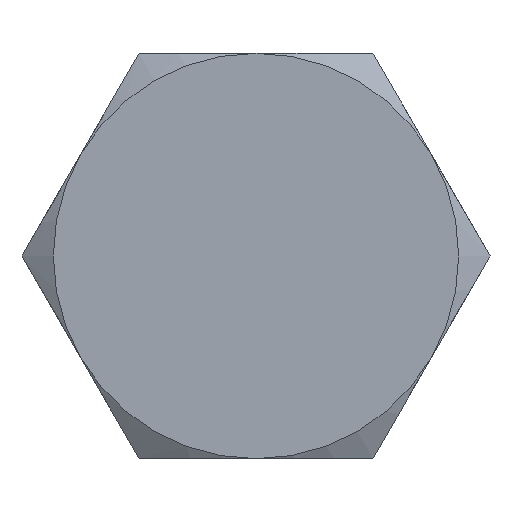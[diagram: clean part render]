
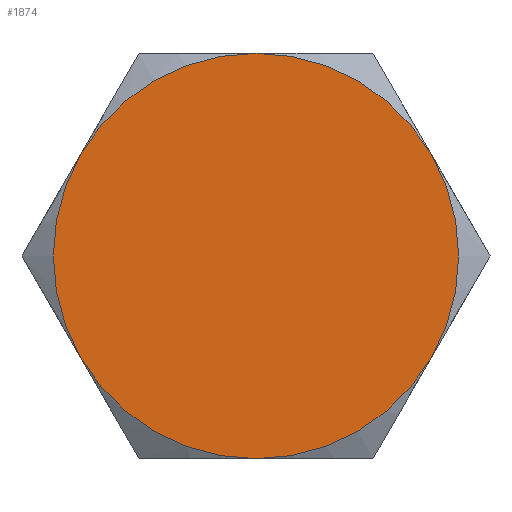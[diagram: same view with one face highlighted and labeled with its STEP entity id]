
A CAD part, left-side view. The second image highlights one B-rep face of the part: STEP entity #1874.
In plain terms, the highlighted planar face has unit normal (-1, 0, 0).
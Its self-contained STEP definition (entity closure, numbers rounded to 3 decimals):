
#41 = CIRCLE ( 'NONE', #999, 9.5 ) ;
#70 = AXIS2_PLACEMENT_3D ( 'NONE', #2207, #1155, #140 ) ;
#82 = CARTESIAN_POINT ( 'NONE',  ( 0., 8.227, -4.75 ) ) ;
#113 = DIRECTION ( 'NONE',  ( 1., 0., 0. ) ) ;
#123 = DIRECTION ( 'NONE',  ( 0., 0., -1. ) ) ;
#140 = DIRECTION ( 'NONE',  ( 0., 0., -1. ) ) ;
#188 = CIRCLE ( 'NONE', #1014, 9.5 ) ;
#231 = ORIENTED_EDGE ( 'NONE', *, *, #678, .T. ) ;
#244 = DIRECTION ( 'NONE',  ( 1., 0., 0. ) ) ;
#289 = AXIS2_PLACEMENT_3D ( 'NONE', #1128, #113, #1305 ) ;
#294 = DIRECTION ( 'NONE',  ( 1., 0., 0. ) ) ;
#383 = EDGE_CURVE ( 'NONE', #855, #477, #188, .T. ) ;
#400 = EDGE_CURVE ( 'NONE', #502, #1328, #1098, .T. ) ;
#435 = CARTESIAN_POINT ( 'NONE',  ( 0., -8.227, -4.75 ) ) ;
#477 = VERTEX_POINT ( 'NONE', #2038 ) ;
#502 = VERTEX_POINT ( 'NONE', #82 ) ;
#526 = CARTESIAN_POINT ( 'NONE',  ( 0., 0., 0. ) ) ;
#548 = CARTESIAN_POINT ( 'NONE',  ( 0., 0., 9.5 ) ) ;
#604 = AXIS2_PLACEMENT_3D ( 'NONE', #526, #1733, #708 ) ;
#678 = EDGE_CURVE ( 'NONE', #1237, #1328, #977, .T. ) ;
#708 = DIRECTION ( 'NONE',  ( 0., 0., 1. ) ) ;
#816 = PLANE ( 'NONE',  #893 ) ;
#819 = CARTESIAN_POINT ( 'NONE',  ( 0., 0., 0. ) ) ;
#830 = CARTESIAN_POINT ( 'NONE',  ( 0., -8.227, 4.75 ) ) ;
#855 = VERTEX_POINT ( 'NONE', #435 ) ;
#886 = ORIENTED_EDGE ( 'NONE', *, *, #1784, .F. ) ;
#893 = AXIS2_PLACEMENT_3D ( 'NONE', #2189, #294, #1491 ) ;
#961 = FACE_OUTER_BOUND ( 'NONE', #1400, .T. ) ;
#977 = CIRCLE ( 'NONE', #604, 9.5 ) ;
#983 = DIRECTION ( 'NONE',  ( 0., 0., -1. ) ) ;
#999 = AXIS2_PLACEMENT_3D ( 'NONE', #2186, #1142, #123 ) ;
#1014 = AXIS2_PLACEMENT_3D ( 'NONE', #1271, #244, #1443 ) ;
#1098 = CIRCLE ( 'NONE', #1992, 9.5 ) ;
#1102 = ORIENTED_EDGE ( 'NONE', *, *, #2073, .F. ) ;
#1108 = CIRCLE ( 'NONE', #289, 9.5 ) ;
#1128 = CARTESIAN_POINT ( 'NONE',  ( 0., 0., 0. ) ) ;
#1142 = DIRECTION ( 'NONE',  ( 1., 0., 0. ) ) ;
#1155 = DIRECTION ( 'NONE',  ( 1., 0., 0. ) ) ;
#1237 = VERTEX_POINT ( 'NONE', #548 ) ;
#1271 = CARTESIAN_POINT ( 'NONE',  ( 0., 0., 0. ) ) ;
#1305 = DIRECTION ( 'NONE',  ( 0., 0., -1. ) ) ;
#1328 = VERTEX_POINT ( 'NONE', #1994 ) ;
#1386 = ORIENTED_EDGE ( 'NONE', *, *, #400, .F. ) ;
#1400 = EDGE_LOOP ( 'NONE', ( #1507, #1828, #1102, #886, #231, #1386 ) ) ;
#1443 = DIRECTION ( 'NONE',  ( 0., 0., -1. ) ) ;
#1491 = DIRECTION ( 'NONE',  ( 0., 0., -1. ) ) ;
#1507 = ORIENTED_EDGE ( 'NONE', *, *, #1671, .F. ) ;
#1671 = EDGE_CURVE ( 'NONE', #477, #502, #1909, .T. ) ;
#1733 = DIRECTION ( 'NONE',  ( -1., 0., 0. ) ) ;
#1784 = EDGE_CURVE ( 'NONE', #1237, #1927, #1108, .T. ) ;
#1828 = ORIENTED_EDGE ( 'NONE', *, *, #383, .F. ) ;
#1874 = ADVANCED_FACE ( 'NONE', ( #961 ), #816, .F. ) ;
#1909 = CIRCLE ( 'NONE', #70, 9.5 ) ;
#1927 = VERTEX_POINT ( 'NONE', #830 ) ;
#1992 = AXIS2_PLACEMENT_3D ( 'NONE', #819, #2025, #983 ) ;
#1994 = CARTESIAN_POINT ( 'NONE',  ( 0., 8.227, 4.75 ) ) ;
#2025 = DIRECTION ( 'NONE',  ( 1., 0., 0. ) ) ;
#2038 = CARTESIAN_POINT ( 'NONE',  ( 0., 0., -9.5 ) ) ;
#2073 = EDGE_CURVE ( 'NONE', #1927, #855, #41, .T. ) ;
#2186 = CARTESIAN_POINT ( 'NONE',  ( 0., 0., 0. ) ) ;
#2189 = CARTESIAN_POINT ( 'NONE',  ( 0., 10.97, 0. ) ) ;
#2207 = CARTESIAN_POINT ( 'NONE',  ( 0., 0., 0. ) ) ;
